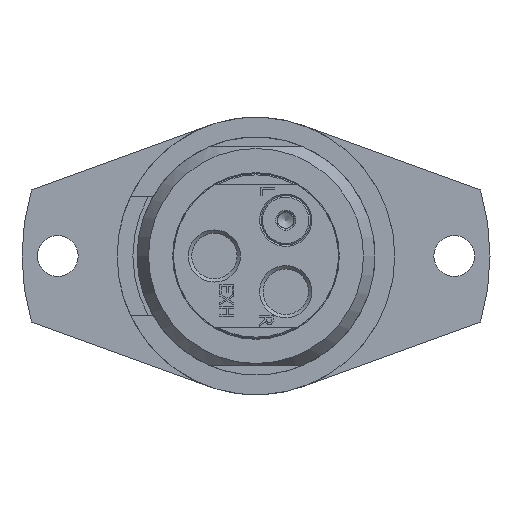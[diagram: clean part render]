
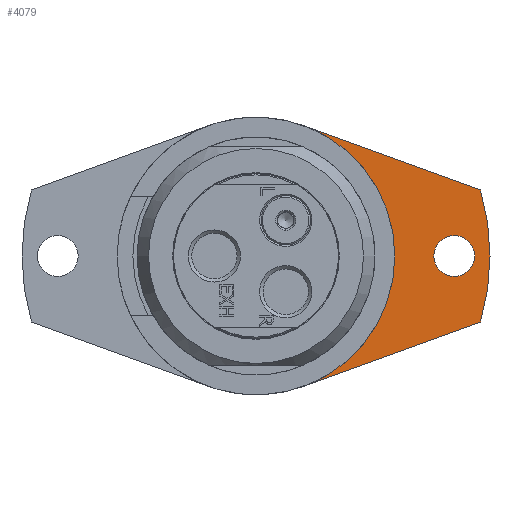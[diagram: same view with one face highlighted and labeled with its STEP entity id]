
A CAD part, left-side view. The second image highlights one B-rep face of the part: STEP entity #4079.
In plain terms, the highlighted planar face has unit normal (-1, 0, 0).
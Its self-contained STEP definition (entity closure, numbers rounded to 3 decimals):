
#398=FACE_BOUND('',#842,.T.);
#604=FACE_OUTER_BOUND('',#841,.T.);
#841=EDGE_LOOP('',(#3652,#3653,#3654,#3655,#3656));
#842=EDGE_LOOP('',(#3657,#3658));
#1028=CIRCLE('',#4464,35.);
#1032=CIRCLE('',#4468,35.);
#1033=CIRCLE('',#4470,5.15);
#1034=CIRCLE('',#4471,5.15);
#1039=CIRCLE('',#4482,59.);
#1357=LINE('',#6978,#1663);
#1358=LINE('',#6981,#1664);
#1663=VECTOR('',#5527,10.);
#1664=VECTOR('',#5530,10.);
#2009=VERTEX_POINT('',#6938);
#2010=VERTEX_POINT('',#6940);
#2017=VERTEX_POINT('',#6954);
#2018=VERTEX_POINT('',#6958);
#2019=VERTEX_POINT('',#6959);
#2025=VERTEX_POINT('',#6975);
#2026=VERTEX_POINT('',#6980);
#2556=EDGE_CURVE('',#2009,#2010,#1028,.T.);
#2564=EDGE_CURVE('',#2017,#2009,#1032,.T.);
#2565=EDGE_CURVE('',#2018,#2019,#1033,.T.);
#2566=EDGE_CURVE('',#2019,#2018,#1034,.T.);
#2575=EDGE_CURVE('',#2025,#2010,#1357,.T.);
#2576=EDGE_CURVE('',#2017,#2026,#1358,.T.);
#2585=EDGE_CURVE('',#2026,#2025,#1039,.T.);
#3652=ORIENTED_EDGE('',*,*,#2575,.T.);
#3653=ORIENTED_EDGE('',*,*,#2556,.F.);
#3654=ORIENTED_EDGE('',*,*,#2564,.F.);
#3655=ORIENTED_EDGE('',*,*,#2576,.T.);
#3656=ORIENTED_EDGE('',*,*,#2585,.T.);
#3657=ORIENTED_EDGE('',*,*,#2565,.T.);
#3658=ORIENTED_EDGE('',*,*,#2566,.T.);
#3873=PLANE('',#4481);
#4079=ADVANCED_FACE('',(#604,#398),#3873,.T.);
#4464=AXIS2_PLACEMENT_3D('',#6941,#5491,#5492);
#4468=AXIS2_PLACEMENT_3D('',#6956,#5503,#5504);
#4470=AXIS2_PLACEMENT_3D('',#6960,#5507,#5508);
#4471=AXIS2_PLACEMENT_3D('',#6961,#5509,#5510);
#4481=AXIS2_PLACEMENT_3D('',#6997,#5543,#5544);
#4482=AXIS2_PLACEMENT_3D('',#6998,#5545,#5546);
#5491=DIRECTION('center_axis',(-1.,0.,0.));
#5492=DIRECTION('ref_axis',(0.,1.,0.));
#5503=DIRECTION('center_axis',(-1.,0.,0.));
#5504=DIRECTION('ref_axis',(0.,1.,0.));
#5507=DIRECTION('center_axis',(1.,0.,0.));
#5508=DIRECTION('ref_axis',(0.,0.,
1.));
#5509=DIRECTION('center_axis',(1.,0.,0.));
#5510=DIRECTION('ref_axis',(0.,0.,
1.));
#5527=DIRECTION('',(0.,0.94,0.342));
#5530=DIRECTION('',(0.,-0.94,0.342));
#5543=DIRECTION('center_axis',(-1.,0.,0.));
#5544=DIRECTION('ref_axis',(0.,0.,
1.));
#5545=DIRECTION('center_axis',(-1.,0.,0.));
#5546=DIRECTION('ref_axis',(0.,1.,0.));
#6938=CARTESIAN_POINT('',(151.5,-35.,0.));
#6940=CARTESIAN_POINT('',(151.5,-11.971,32.889));
#6941=CARTESIAN_POINT('Origin',(151.5,0.,0.));
#6954=CARTESIAN_POINT('',(151.5,-11.971,-32.889));
#6956=CARTESIAN_POINT('Origin',(151.5,0.,0.));
#6958=CARTESIAN_POINT('',(151.5,-50.,5.15));
#6959=CARTESIAN_POINT('',(151.5,-50.,-5.15));
#6960=CARTESIAN_POINT('Origin',(151.5,-50.,0.));
#6961=CARTESIAN_POINT('Origin',(151.5,-50.,0.));
#6975=CARTESIAN_POINT('',(151.5,-56.604,16.644));
#6978=CARTESIAN_POINT('',(151.5,8.78,40.442));
#6980=CARTESIAN_POINT('',(151.5,-56.604,-16.644));
#6981=CARTESIAN_POINT('',(151.5,-36.401,-23.997));
#6997=CARTESIAN_POINT('Origin',(151.5,47.,0.));
#6998=CARTESIAN_POINT('Origin',(151.5,0.,0.));
